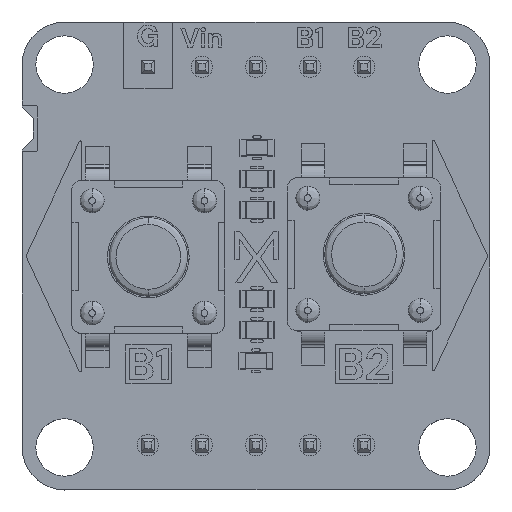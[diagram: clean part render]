
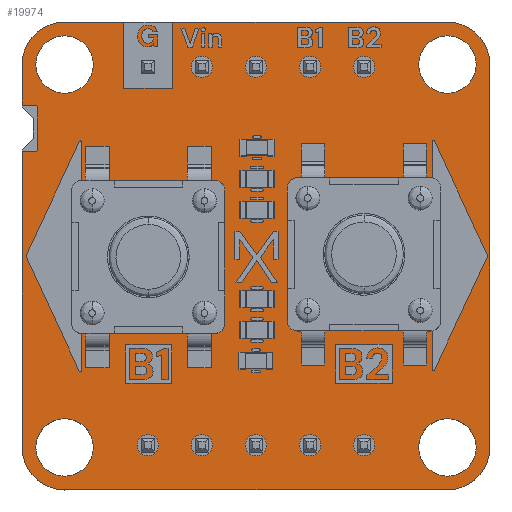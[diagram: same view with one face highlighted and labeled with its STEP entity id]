
A CAD part, top view. The second image highlights one B-rep face of the part: STEP entity #19974.
In plain terms, the highlighted planar face has unit normal (0, 0, 1).
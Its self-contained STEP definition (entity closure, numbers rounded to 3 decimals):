
#19639 = VERTEX_POINT('',#19640);
#19640 = CARTESIAN_POINT('',(8.962,11.022,1.51));
#19646 = EDGE_CURVE('',#19639,#19647,#19649,.T.);
#19647 = VERTEX_POINT('',#19648);
#19648 = CARTESIAN_POINT('',(10.962,9.022,1.51));
#19649 = CIRCLE('',#19650,2.);
#19650 = AXIS2_PLACEMENT_3D('',#19651,#19652,#19653);
#19651 = CARTESIAN_POINT('',(8.962,9.022,1.51));
#19652 = DIRECTION('',(0.,0.,-1.));
#19653 = DIRECTION('',(0.,1.,0.));
#19681 = VERTEX_POINT('',#19682);
#19682 = CARTESIAN_POINT('',(-9.038,11.022,1.51));
#19688 = EDGE_CURVE('',#19681,#19639,#19689,.T.);
#19689 = LINE('',#19690,#19691);
#19690 = CARTESIAN_POINT('',(-9.038,11.022,1.51));
#19691 = VECTOR('',#19692,1.);
#19692 = DIRECTION('',(1.,0.,0.));
#19710 = EDGE_CURVE('',#19647,#19711,#19713,.T.);
#19711 = VERTEX_POINT('',#19712);
#19712 = CARTESIAN_POINT('',(10.962,-8.978,1.51));
#19713 = LINE('',#19714,#19715);
#19714 = CARTESIAN_POINT('',(10.962,9.022,1.51));
#19715 = VECTOR('',#19716,1.);
#19716 = DIRECTION('',(0.,-1.,0.));
#19974 = ADVANCED_FACE('',(#19975,#20053,#20064,#20075,#20086,#20097,
    #20108,#20119,#20130,#20141,#20152,#20163,#20174,#20185,#20196),
  #20207,.T.);
#19975 = FACE_BOUND('',#19976,.T.);
#19976 = EDGE_LOOP('',(#19977,#19978,#19979,#19988,#19996,#20004,#20012,
    #20020,#20028,#20037,#20045,#20052));
#19977 = ORIENTED_EDGE('',*,*,#19646,.F.);
#19978 = ORIENTED_EDGE('',*,*,#19688,.F.);
#19979 = ORIENTED_EDGE('',*,*,#19980,.F.);
#19980 = EDGE_CURVE('',#19981,#19681,#19983,.T.);
#19981 = VERTEX_POINT('',#19982);
#19982 = CARTESIAN_POINT('',(-11.038,9.022,1.51));
#19983 = CIRCLE('',#19984,2.);
#19984 = AXIS2_PLACEMENT_3D('',#19985,#19986,#19987);
#19985 = CARTESIAN_POINT('',(-9.038,9.022,1.51));
#19986 = DIRECTION('',(0.,0.,-1.));
#19987 = DIRECTION('',(-1.,0.,-0.));
#19988 = ORIENTED_EDGE('',*,*,#19989,.F.);
#19989 = EDGE_CURVE('',#19990,#19981,#19992,.T.);
#19990 = VERTEX_POINT('',#19991);
#19991 = CARTESIAN_POINT('',(-11.038,7.022,1.51));
#19992 = LINE('',#19993,#19994);
#19993 = CARTESIAN_POINT('',(-11.038,7.022,1.51));
#19994 = VECTOR('',#19995,1.);
#19995 = DIRECTION('',(0.,1.,0.));
#19996 = ORIENTED_EDGE('',*,*,#19997,.F.);
#19997 = EDGE_CURVE('',#19998,#19990,#20000,.T.);
#19998 = VERTEX_POINT('',#19999);
#19999 = CARTESIAN_POINT('',(-10.508,6.492,1.51));
#20000 = LINE('',#20001,#20002);
#20001 = CARTESIAN_POINT('',(-10.508,6.492,1.51));
#20002 = VECTOR('',#20003,1.);
#20003 = DIRECTION('',(-0.707,0.707,0.));
#20004 = ORIENTED_EDGE('',*,*,#20005,.F.);
#20005 = EDGE_CURVE('',#20006,#19998,#20008,.T.);
#20006 = VERTEX_POINT('',#20007);
#20007 = CARTESIAN_POINT('',(-10.508,5.552,1.51));
#20008 = LINE('',#20009,#20010);
#20009 = CARTESIAN_POINT('',(-10.508,5.552,1.51));
#20010 = VECTOR('',#20011,1.);
#20011 = DIRECTION('',(0.,1.,0.));
#20012 = ORIENTED_EDGE('',*,*,#20013,.F.);
#20013 = EDGE_CURVE('',#20014,#20006,#20016,.T.);
#20014 = VERTEX_POINT('',#20015);
#20015 = CARTESIAN_POINT('',(-11.038,5.022,1.51));
#20016 = LINE('',#20017,#20018);
#20017 = CARTESIAN_POINT('',(-11.038,5.022,1.51));
#20018 = VECTOR('',#20019,1.);
#20019 = DIRECTION('',(0.707,0.707,0.));
#20020 = ORIENTED_EDGE('',*,*,#20021,.F.);
#20021 = EDGE_CURVE('',#20022,#20014,#20024,.T.);
#20022 = VERTEX_POINT('',#20023);
#20023 = CARTESIAN_POINT('',(-11.038,-8.978,1.51));
#20024 = LINE('',#20025,#20026);
#20025 = CARTESIAN_POINT('',(-11.038,-8.978,1.51));
#20026 = VECTOR('',#20027,1.);
#20027 = DIRECTION('',(0.,1.,0.));
#20028 = ORIENTED_EDGE('',*,*,#20029,.F.);
#20029 = EDGE_CURVE('',#20030,#20022,#20032,.T.);
#20030 = VERTEX_POINT('',#20031);
#20031 = CARTESIAN_POINT('',(-9.038,-10.978,1.51));
#20032 = CIRCLE('',#20033,2.);
#20033 = AXIS2_PLACEMENT_3D('',#20034,#20035,#20036);
#20034 = CARTESIAN_POINT('',(-9.038,-8.978,1.51));
#20035 = DIRECTION('',(0.,0.,-1.));
#20036 = DIRECTION('',(0.,-1.,0.));
#20037 = ORIENTED_EDGE('',*,*,#20038,.F.);
#20038 = EDGE_CURVE('',#20039,#20030,#20041,.T.);
#20039 = VERTEX_POINT('',#20040);
#20040 = CARTESIAN_POINT('',(8.962,-10.978,1.51));
#20041 = LINE('',#20042,#20043);
#20042 = CARTESIAN_POINT('',(8.962,-10.978,1.51));
#20043 = VECTOR('',#20044,1.);
#20044 = DIRECTION('',(-1.,0.,0.));
#20045 = ORIENTED_EDGE('',*,*,#20046,.F.);
#20046 = EDGE_CURVE('',#19711,#20039,#20047,.T.);
#20047 = CIRCLE('',#20048,2.);
#20048 = AXIS2_PLACEMENT_3D('',#20049,#20050,#20051);
#20049 = CARTESIAN_POINT('',(8.962,-8.978,1.51));
#20050 = DIRECTION('',(0.,0.,-1.));
#20051 = DIRECTION('',(1.,0.,0.));
#20052 = ORIENTED_EDGE('',*,*,#19710,.F.);
#20053 = FACE_BOUND('',#20054,.T.);
#20054 = EDGE_LOOP('',(#20055));
#20055 = ORIENTED_EDGE('',*,*,#20056,.T.);
#20056 = EDGE_CURVE('',#20057,#20057,#20059,.T.);
#20057 = VERTEX_POINT('',#20058);
#20058 = CARTESIAN_POINT('',(-9.038,-10.328,1.51));
#20059 = CIRCLE('',#20060,1.35);
#20060 = AXIS2_PLACEMENT_3D('',#20061,#20062,#20063);
#20061 = CARTESIAN_POINT('',(-9.038,-8.978,1.51));
#20062 = DIRECTION('',(-0.,0.,-1.));
#20063 = DIRECTION('',(-0.,-1.,0.));
#20064 = FACE_BOUND('',#20065,.T.);
#20065 = EDGE_LOOP('',(#20066));
#20066 = ORIENTED_EDGE('',*,*,#20067,.T.);
#20067 = EDGE_CURVE('',#20068,#20068,#20070,.T.);
#20068 = VERTEX_POINT('',#20069);
#20069 = CARTESIAN_POINT('',(-5.118,-9.368,1.51));
#20070 = CIRCLE('',#20071,0.5);
#20071 = AXIS2_PLACEMENT_3D('',#20072,#20073,#20074);
#20072 = CARTESIAN_POINT('',(-5.118,-8.868,1.51));
#20073 = DIRECTION('',(-0.,0.,-1.));
#20074 = DIRECTION('',(-0.,-1.,0.));
#20075 = FACE_BOUND('',#20076,.T.);
#20076 = EDGE_LOOP('',(#20077));
#20077 = ORIENTED_EDGE('',*,*,#20078,.T.);
#20078 = EDGE_CURVE('',#20079,#20079,#20081,.T.);
#20079 = VERTEX_POINT('',#20080);
#20080 = CARTESIAN_POINT('',(-2.578,-9.368,1.51));
#20081 = CIRCLE('',#20082,0.5);
#20082 = AXIS2_PLACEMENT_3D('',#20083,#20084,#20085);
#20083 = CARTESIAN_POINT('',(-2.578,-8.868,1.51));
#20084 = DIRECTION('',(-0.,0.,-1.));
#20085 = DIRECTION('',(-0.,-1.,0.));
#20086 = FACE_BOUND('',#20087,.T.);
#20087 = EDGE_LOOP('',(#20088));
#20088 = ORIENTED_EDGE('',*,*,#20089,.T.);
#20089 = EDGE_CURVE('',#20090,#20090,#20092,.T.);
#20090 = VERTEX_POINT('',#20091);
#20091 = CARTESIAN_POINT('',(-0.038,-9.368,1.51));
#20092 = CIRCLE('',#20093,0.5);
#20093 = AXIS2_PLACEMENT_3D('',#20094,#20095,#20096);
#20094 = CARTESIAN_POINT('',(-0.038,-8.868,1.51));
#20095 = DIRECTION('',(-0.,0.,-1.));
#20096 = DIRECTION('',(-0.,-1.,0.));
#20097 = FACE_BOUND('',#20098,.T.);
#20098 = EDGE_LOOP('',(#20099));
#20099 = ORIENTED_EDGE('',*,*,#20100,.T.);
#20100 = EDGE_CURVE('',#20101,#20101,#20103,.T.);
#20101 = VERTEX_POINT('',#20102);
#20102 = CARTESIAN_POINT('',(2.502,-9.368,1.51));
#20103 = CIRCLE('',#20104,0.5);
#20104 = AXIS2_PLACEMENT_3D('',#20105,#20106,#20107);
#20105 = CARTESIAN_POINT('',(2.502,-8.868,1.51));
#20106 = DIRECTION('',(-0.,0.,-1.));
#20107 = DIRECTION('',(-0.,-1.,0.));
#20108 = FACE_BOUND('',#20109,.T.);
#20109 = EDGE_LOOP('',(#20110));
#20110 = ORIENTED_EDGE('',*,*,#20111,.T.);
#20111 = EDGE_CURVE('',#20112,#20112,#20114,.T.);
#20112 = VERTEX_POINT('',#20113);
#20113 = CARTESIAN_POINT('',(5.042,-9.368,1.51));
#20114 = CIRCLE('',#20115,0.5);
#20115 = AXIS2_PLACEMENT_3D('',#20116,#20117,#20118);
#20116 = CARTESIAN_POINT('',(5.042,-8.868,1.51));
#20117 = DIRECTION('',(-0.,0.,-1.));
#20118 = DIRECTION('',(-0.,-1.,0.));
#20119 = FACE_BOUND('',#20120,.T.);
#20120 = EDGE_LOOP('',(#20121));
#20121 = ORIENTED_EDGE('',*,*,#20122,.T.);
#20122 = EDGE_CURVE('',#20123,#20123,#20125,.T.);
#20123 = VERTEX_POINT('',#20124);
#20124 = CARTESIAN_POINT('',(8.962,-10.328,1.51));
#20125 = CIRCLE('',#20126,1.35);
#20126 = AXIS2_PLACEMENT_3D('',#20127,#20128,#20129);
#20127 = CARTESIAN_POINT('',(8.962,-8.978,1.51));
#20128 = DIRECTION('',(-0.,0.,-1.));
#20129 = DIRECTION('',(-0.,-1.,0.));
#20130 = FACE_BOUND('',#20131,.T.);
#20131 = EDGE_LOOP('',(#20132));
#20132 = ORIENTED_EDGE('',*,*,#20133,.T.);
#20133 = EDGE_CURVE('',#20134,#20134,#20136,.T.);
#20134 = VERTEX_POINT('',#20135);
#20135 = CARTESIAN_POINT('',(-9.038,7.672,1.51));
#20136 = CIRCLE('',#20137,1.35);
#20137 = AXIS2_PLACEMENT_3D('',#20138,#20139,#20140);
#20138 = CARTESIAN_POINT('',(-9.038,9.022,1.51));
#20139 = DIRECTION('',(-0.,0.,-1.));
#20140 = DIRECTION('',(-0.,-1.,0.));
#20141 = FACE_BOUND('',#20142,.T.);
#20142 = EDGE_LOOP('',(#20143));
#20143 = ORIENTED_EDGE('',*,*,#20144,.T.);
#20144 = EDGE_CURVE('',#20145,#20145,#20147,.T.);
#20145 = VERTEX_POINT('',#20146);
#20146 = CARTESIAN_POINT('',(-5.118,8.412,1.51));
#20147 = CIRCLE('',#20148,0.5);
#20148 = AXIS2_PLACEMENT_3D('',#20149,#20150,#20151);
#20149 = CARTESIAN_POINT('',(-5.118,8.912,1.51));
#20150 = DIRECTION('',(-0.,0.,-1.));
#20151 = DIRECTION('',(-0.,-1.,0.));
#20152 = FACE_BOUND('',#20153,.T.);
#20153 = EDGE_LOOP('',(#20154));
#20154 = ORIENTED_EDGE('',*,*,#20155,.T.);
#20155 = EDGE_CURVE('',#20156,#20156,#20158,.T.);
#20156 = VERTEX_POINT('',#20157);
#20157 = CARTESIAN_POINT('',(-2.578,8.412,1.51));
#20158 = CIRCLE('',#20159,0.5);
#20159 = AXIS2_PLACEMENT_3D('',#20160,#20161,#20162);
#20160 = CARTESIAN_POINT('',(-2.578,8.912,1.51));
#20161 = DIRECTION('',(-0.,0.,-1.));
#20162 = DIRECTION('',(-0.,-1.,0.));
#20163 = FACE_BOUND('',#20164,.T.);
#20164 = EDGE_LOOP('',(#20165));
#20165 = ORIENTED_EDGE('',*,*,#20166,.T.);
#20166 = EDGE_CURVE('',#20167,#20167,#20169,.T.);
#20167 = VERTEX_POINT('',#20168);
#20168 = CARTESIAN_POINT('',(-0.038,8.412,1.51));
#20169 = CIRCLE('',#20170,0.5);
#20170 = AXIS2_PLACEMENT_3D('',#20171,#20172,#20173);
#20171 = CARTESIAN_POINT('',(-0.038,8.912,1.51));
#20172 = DIRECTION('',(-0.,0.,-1.));
#20173 = DIRECTION('',(-0.,-1.,0.));
#20174 = FACE_BOUND('',#20175,.T.);
#20175 = EDGE_LOOP('',(#20176));
#20176 = ORIENTED_EDGE('',*,*,#20177,.T.);
#20177 = EDGE_CURVE('',#20178,#20178,#20180,.T.);
#20178 = VERTEX_POINT('',#20179);
#20179 = CARTESIAN_POINT('',(2.502,8.412,1.51));
#20180 = CIRCLE('',#20181,0.5);
#20181 = AXIS2_PLACEMENT_3D('',#20182,#20183,#20184);
#20182 = CARTESIAN_POINT('',(2.502,8.912,1.51));
#20183 = DIRECTION('',(-0.,0.,-1.));
#20184 = DIRECTION('',(-0.,-1.,0.));
#20185 = FACE_BOUND('',#20186,.T.);
#20186 = EDGE_LOOP('',(#20187));
#20187 = ORIENTED_EDGE('',*,*,#20188,.T.);
#20188 = EDGE_CURVE('',#20189,#20189,#20191,.T.);
#20189 = VERTEX_POINT('',#20190);
#20190 = CARTESIAN_POINT('',(5.042,8.412,1.51));
#20191 = CIRCLE('',#20192,0.5);
#20192 = AXIS2_PLACEMENT_3D('',#20193,#20194,#20195);
#20193 = CARTESIAN_POINT('',(5.042,8.912,1.51));
#20194 = DIRECTION('',(-0.,0.,-1.));
#20195 = DIRECTION('',(-0.,-1.,0.));
#20196 = FACE_BOUND('',#20197,.T.);
#20197 = EDGE_LOOP('',(#20198));
#20198 = ORIENTED_EDGE('',*,*,#20199,.T.);
#20199 = EDGE_CURVE('',#20200,#20200,#20202,.T.);
#20200 = VERTEX_POINT('',#20201);
#20201 = CARTESIAN_POINT('',(8.962,7.672,1.51));
#20202 = CIRCLE('',#20203,1.35);
#20203 = AXIS2_PLACEMENT_3D('',#20204,#20205,#20206);
#20204 = CARTESIAN_POINT('',(8.962,9.022,1.51));
#20205 = DIRECTION('',(-0.,0.,-1.));
#20206 = DIRECTION('',(-0.,-1.,0.));
#20207 = PLANE('',#20208);
#20208 = AXIS2_PLACEMENT_3D('',#20209,#20210,#20211);
#20209 = CARTESIAN_POINT('',(0.,0.,1.51));
#20210 = DIRECTION('',(0.,0.,1.));
#20211 = DIRECTION('',(1.,0.,-0.));
